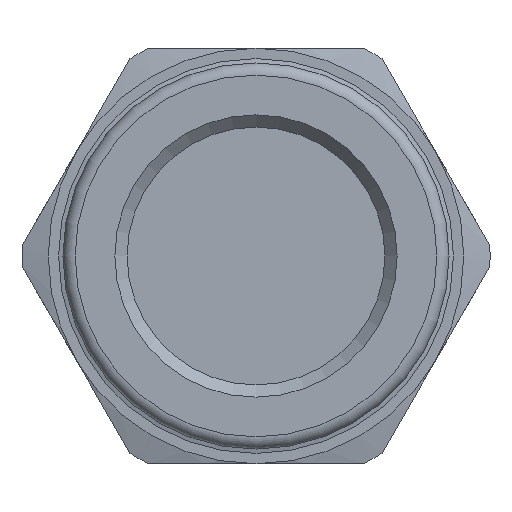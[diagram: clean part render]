
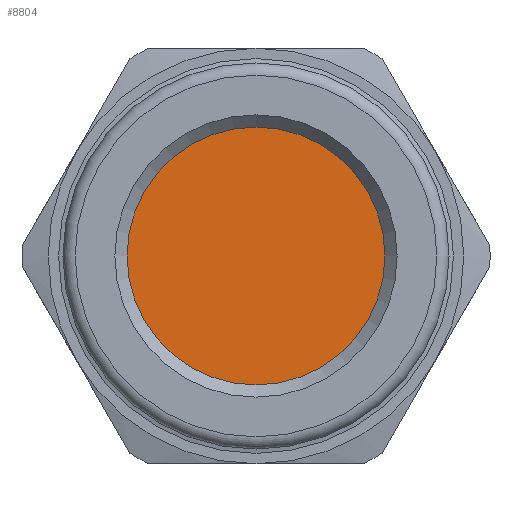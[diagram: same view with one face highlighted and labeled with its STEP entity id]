
A CAD part, left-side view. The second image highlights one B-rep face of the part: STEP entity #8804.
In plain terms, the highlighted planar face has unit normal (-1, 0, 0).
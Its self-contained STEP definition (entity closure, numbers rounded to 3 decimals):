
#2047=FACE_OUTER_BOUND($,#2538,.T.);
#2538=EDGE_LOOP($,(#5482));
#3115=CIRCLE($,#9312,5.275);
#3291=VERTEX_POINT($,#11248);
#4172=EDGE_CURVE($,#3291,#3291,#3115,.T.);
#5482=ORIENTED_EDGE($,*,*,#4172,.F.);
#8102=PLANE($,#9311);
#8804=ADVANCED_FACE($,(#2047),#8102,.T.);
#9311=AXIS2_PLACEMENT_3D($,#11247,#9788,#9789);
#9312=AXIS2_PLACEMENT_3D($,#11249,#9790,#9791);
#9788=DIRECTION('center_axis',(-1.,0.,0.));
#9789=DIRECTION('ref_axis',(0.,0.,1.));
#9790=DIRECTION('center_axis',(1.,0.,0.));
#9791=DIRECTION('ref_axis',(0.,0.,-1.));
#11247=CARTESIAN_POINT('Origin',(0.5,5.61,0.));
#11248=CARTESIAN_POINT('',(0.5,-5.275,0.));
#11249=CARTESIAN_POINT('Origin',(0.5,0.,0.));
